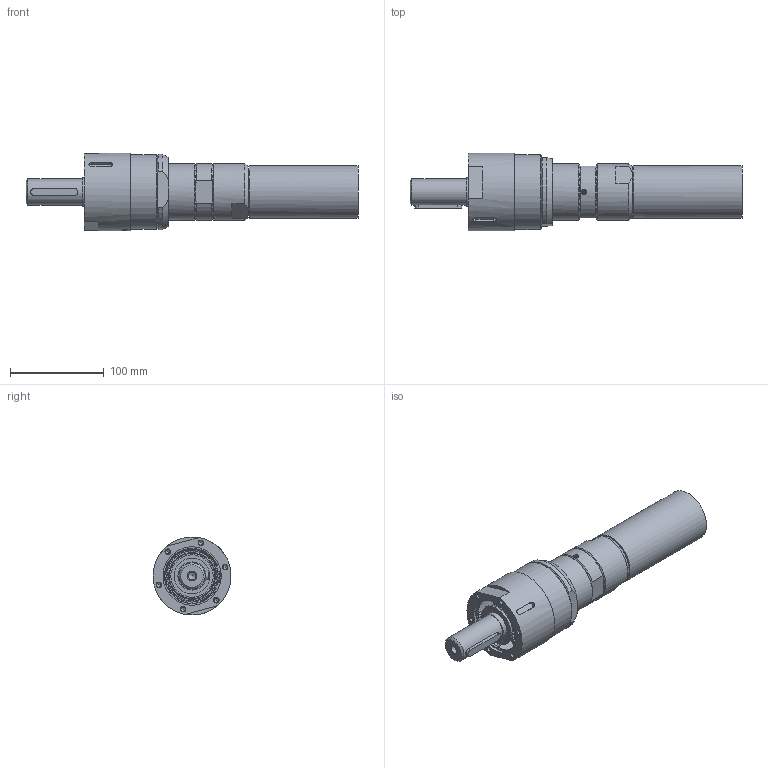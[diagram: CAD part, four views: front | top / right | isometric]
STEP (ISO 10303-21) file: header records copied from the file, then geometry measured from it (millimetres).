
FILE_DESCRIPTION((''),'2;1');
FILE_NAME('MUD 40-14_60009965.stp','2010-04-01T09:59:40',('basyouni'),(''),'Autodesk Inventor 2008','Autodesk Inventor 2008','');
FILE_SCHEMA(('CONFIG_CONTROL_DESIGN'));
Length unit declared in the file: millimetre
Products named in the file (1): MUD 40-14_60009965
Bounding box: 353.2 x 82.92 x 82.95 mm (x, y, z)
Volume: 999024.1 mm3; surface area: 97994.2 mm2
Topology: 1 solids, 38 shells, 373 faces, 804 edges, 527 vertices
Faces by surface type: cylinder 197, plane 135, cone 34, sphere 4, torus 3
Full cylindrical faces by diameter (mm): 1.55 x4, 2.5 x2, 3.3 x1, 3.6 x2, 4 x3, 4.917 x6, 5 x2, 5.5 x2, 8.376 x1, 11.445 x2, 14.95 x1, 28 x1, 30 x1, 38 x1, 45 x1, 48.178 x1, 56 x1, 60 x2, 62 x2, 65 x1, 68.178 x1, 68.376 x1, 80 x1, 83 x1
Entity records: 10268 total; most frequent: CARTESIAN_POINT 2078, DIRECTION 1825, ORIENTED_EDGE 1372, AXIS2_PLACEMENT_3D 804, EDGE_CURVE 686, VERTEX_POINT 481, EDGE_LOOP 471, CIRCLE 430
